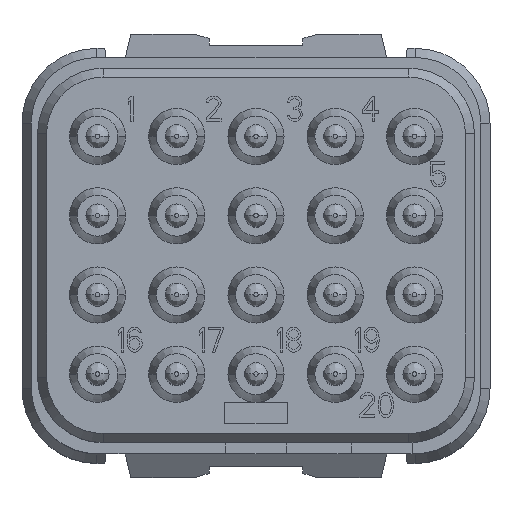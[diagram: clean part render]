
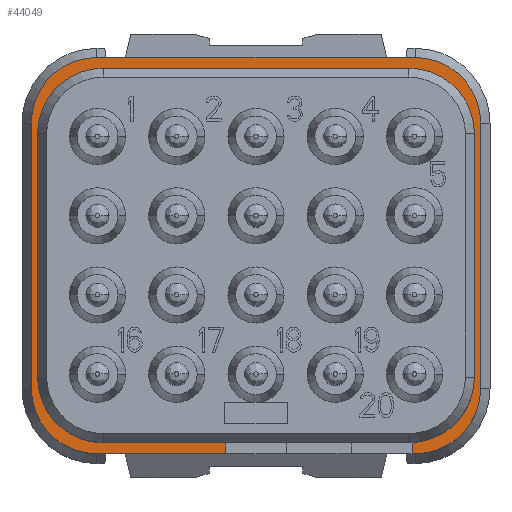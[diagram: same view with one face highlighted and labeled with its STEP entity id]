
A CAD part, top view. The second image highlights one B-rep face of the part: STEP entity #44049.
In plain terms, the highlighted planar face has unit normal (0, 0, 1).
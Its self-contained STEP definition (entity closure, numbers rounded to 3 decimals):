
#1=DIRECTION('',(0.,-1.,0.));
#2=VECTOR('',#1,0.35);
#3=CARTESIAN_POINT('',(-0.975,-6.,1.34));
#4=LINE('',#3,#2);
#5=DIRECTION('',(-1.,0.,0.));
#6=VECTOR('',#5,4.125);
#7=CARTESIAN_POINT('',(-0.975,-6.35,1.34));
#8=LINE('',#7,#6);
#9=DIRECTION('',(0.,1.,0.));
#10=VECTOR('',#9,8.5);
#11=CARTESIAN_POINT('',(-7.2,-4.25,1.34));
#12=LINE('',#11,#10);
#13=DIRECTION('',(1.,0.,0.));
#14=VECTOR('',#13,10.2);
#15=CARTESIAN_POINT('',(-5.1,6.35,1.34));
#16=LINE('',#15,#14);
#17=DIRECTION('',(0.,-1.,0.));
#18=VECTOR('',#17,8.5);
#19=CARTESIAN_POINT('',(7.2,4.25,1.34));
#20=LINE('',#19,#18);
#21=DIRECTION('',(-1.,0.,0.));
#22=VECTOR('',#21,0.1);
#23=CARTESIAN_POINT('',(5.1,-6.35,1.34));
#24=LINE('',#23,#22);
#25=DIRECTION('',(0.,1.,0.));
#26=VECTOR('',#25,0.352);
#27=CARTESIAN_POINT('',(5.,-6.35,1.34));
#28=LINE('',#27,#26);
#29=CARTESIAN_POINT('',(4.9,-3.9,1.34));
#30=DIRECTION('',(0.,0.,1.));
#31=DIRECTION('',(0.048,-0.999,0.));
#32=AXIS2_PLACEMENT_3D('',#29,#30,#31);
#34=DIRECTION('',(0.,1.,0.));
#35=VECTOR('',#34,7.8);
#36=CARTESIAN_POINT('',(7.,-3.9,1.34));
#37=LINE('',#36,#35);
#38=CARTESIAN_POINT('',(4.9,3.9,1.34));
#39=DIRECTION('',(0.,0.,1.));
#40=DIRECTION('',(1.,0.,0.));
#41=AXIS2_PLACEMENT_3D('',#38,#39,#40);
#43=DIRECTION('',(-1.,0.,0.));
#44=VECTOR('',#43,9.8);
#45=CARTESIAN_POINT('',(4.9,6.,1.34));
#46=LINE('',#45,#44);
#47=CARTESIAN_POINT('',(-4.9,3.9,1.34));
#48=DIRECTION('',(0.,0.,1.));
#49=DIRECTION('',(0.,1.,0.));
#50=AXIS2_PLACEMENT_3D('',#47,#48,#49);
#52=DIRECTION('',(0.,-1.,0.));
#53=VECTOR('',#52,7.8);
#54=CARTESIAN_POINT('',(-7.,3.9,1.34));
#55=LINE('',#54,#53);
#56=CARTESIAN_POINT('',(-4.9,-3.9,1.34));
#57=DIRECTION('',(0.,0.,1.));
#58=DIRECTION('',(-1.,0.,0.));
#59=AXIS2_PLACEMENT_3D('',#56,#57,#58);
#61=DIRECTION('',(1.,0.,0.));
#62=VECTOR('',#61,3.925);
#63=CARTESIAN_POINT('',(-4.9,-6.,1.34));
#64=LINE('',#63,#62);
#258=CARTESIAN_POINT('',(5.1,-4.25,1.34));
#259=DIRECTION('',(0.,0.,-1.));
#260=DIRECTION('',(1.,0.,0.));
#261=AXIS2_PLACEMENT_3D('',#258,#259,#260);
#295=CARTESIAN_POINT('',(-5.1,4.25,1.34));
#296=DIRECTION('',(0.,0.,-1.));
#297=DIRECTION('',(-1.,0.,0.));
#298=AXIS2_PLACEMENT_3D('',#295,#296,#297);
#312=CARTESIAN_POINT('',(5.1,4.25,1.34));
#313=DIRECTION('',(0.,0.,-1.));
#314=DIRECTION('',(0.,1.,0.));
#315=AXIS2_PLACEMENT_3D('',#312,#313,#314);
#329=CARTESIAN_POINT('',(-5.1,-4.25,1.34));
#330=DIRECTION('',(0.,0.,-1.));
#331=DIRECTION('',(0.,-1.,0.));
#332=AXIS2_PLACEMENT_3D('',#329,#330,#331);
#35854=CARTESIAN_POINT('',(5.1,6.35,1.34));
#35855=CARTESIAN_POINT('',(7.2,4.25,1.34));
#35856=VERTEX_POINT('',#35854);
#35857=VERTEX_POINT('',#35855);
#35858=CARTESIAN_POINT('',(-7.2,4.25,1.34));
#35859=CARTESIAN_POINT('',(-5.1,6.35,1.34));
#35860=VERTEX_POINT('',#35858);
#35861=VERTEX_POINT('',#35859);
#35862=CARTESIAN_POINT('',(-5.1,-6.35,1.34));
#35863=CARTESIAN_POINT('',(-7.2,-4.25,1.34));
#35864=VERTEX_POINT('',#35862);
#35865=VERTEX_POINT('',#35863);
#35866=CARTESIAN_POINT('',(7.2,-4.25,1.34));
#35867=CARTESIAN_POINT('',(5.1,-6.35,1.34));
#35868=VERTEX_POINT('',#35866);
#35869=VERTEX_POINT('',#35867);
#36010=CARTESIAN_POINT('',(-7.,3.9,1.34));
#36011=CARTESIAN_POINT('',(-7.,-3.9,1.34));
#36012=VERTEX_POINT('',#36010);
#36013=VERTEX_POINT('',#36011);
#36014=CARTESIAN_POINT('',(-4.9,-6.,1.34));
#36015=VERTEX_POINT('',#36014);
#36016=CARTESIAN_POINT('',(7.,-3.9,1.34));
#36017=CARTESIAN_POINT('',(7.,3.9,1.34));
#36018=VERTEX_POINT('',#36016);
#36019=VERTEX_POINT('',#36017);
#36020=CARTESIAN_POINT('',(4.9,6.,1.34));
#36021=VERTEX_POINT('',#36020);
#36022=CARTESIAN_POINT('',(-4.9,6.,1.34));
#36023=VERTEX_POINT('',#36022);
#36404=CARTESIAN_POINT('',(5.,-6.35,1.34));
#36405=VERTEX_POINT('',#36404);
#36414=CARTESIAN_POINT('',(5.,-5.998,1.34));
#36415=VERTEX_POINT('',#36414);
#36430=CARTESIAN_POINT('',(-0.975,-6.,1.34));
#36431=CARTESIAN_POINT('',(-0.975,-6.35,1.34));
#36432=VERTEX_POINT('',#36430);
#36433=VERTEX_POINT('',#36431);
#44004=CARTESIAN_POINT('',(0.,0.,1.34));
#44005=DIRECTION('',(0.,0.,1.));
#44006=DIRECTION('',(1.,0.,0.));
#44007=AXIS2_PLACEMENT_3D('',#44004,#44005,#44006);
#44008=PLANE('',#44007);
#44010=ORIENTED_EDGE('',*,*,#44009,.T.);
#44012=ORIENTED_EDGE('',*,*,#44011,.T.);
#44014=ORIENTED_EDGE('',*,*,#44013,.T.);
#44016=ORIENTED_EDGE('',*,*,#44015,.T.);
#44018=ORIENTED_EDGE('',*,*,#44017,.T.);
#44020=ORIENTED_EDGE('',*,*,#44019,.T.);
#44022=ORIENTED_EDGE('',*,*,#44021,.T.);
#44024=ORIENTED_EDGE('',*,*,#44023,.T.);
#44026=ORIENTED_EDGE('',*,*,#44025,.T.);
#44028=ORIENTED_EDGE('',*,*,#44027,.T.);
#44030=ORIENTED_EDGE('',*,*,#44029,.T.);
#44032=ORIENTED_EDGE('',*,*,#44031,.T.);
#44034=ORIENTED_EDGE('',*,*,#44033,.T.);
#44036=ORIENTED_EDGE('',*,*,#44035,.T.);
#44038=ORIENTED_EDGE('',*,*,#44037,.T.);
#44040=ORIENTED_EDGE('',*,*,#44039,.T.);
#44042=ORIENTED_EDGE('',*,*,#44041,.T.);
#44044=ORIENTED_EDGE('',*,*,#44043,.T.);
#44046=ORIENTED_EDGE('',*,*,#44045,.T.);
#44047=EDGE_LOOP('',(#44010,#44012,#44014,#44016,#44018,#44020,#44022,#44024,
#44026,#44028,#44030,#44032,#44034,#44036,#44038,#44040,#44042,#44044,#44046));
#44048=FACE_OUTER_BOUND('',#44047,.F.);
#44049=ADVANCED_FACE('',(#44048),#44008,.T.);
#33=CIRCLE('',#32,2.1);
#42=CIRCLE('',#41,2.1);
#51=CIRCLE('',#50,2.1);
#60=CIRCLE('',#59,2.1);
#262=CIRCLE('',#261,2.1);
#299=CIRCLE('',#298,2.1);
#316=CIRCLE('',#315,2.1);
#333=CIRCLE('',#332,2.1);
#44009=EDGE_CURVE('',#36432,#36433,#4,.T.);
#44011=EDGE_CURVE('',#36433,#35864,#8,.T.);
#44013=EDGE_CURVE('',#35864,#35865,#333,.T.);
#44015=EDGE_CURVE('',#35865,#35860,#12,.T.);
#44017=EDGE_CURVE('',#35860,#35861,#299,.T.);
#44019=EDGE_CURVE('',#35861,#35856,#16,.T.);
#44021=EDGE_CURVE('',#35856,#35857,#316,.T.);
#44023=EDGE_CURVE('',#35857,#35868,#20,.T.);
#44025=EDGE_CURVE('',#35868,#35869,#262,.T.);
#44027=EDGE_CURVE('',#35869,#36405,#24,.T.);
#44029=EDGE_CURVE('',#36405,#36415,#28,.T.);
#44031=EDGE_CURVE('',#36415,#36018,#33,.T.);
#44033=EDGE_CURVE('',#36018,#36019,#37,.T.);
#44035=EDGE_CURVE('',#36019,#36021,#42,.T.);
#44037=EDGE_CURVE('',#36021,#36023,#46,.T.);
#44039=EDGE_CURVE('',#36023,#36012,#51,.T.);
#44041=EDGE_CURVE('',#36012,#36013,#55,.T.);
#44043=EDGE_CURVE('',#36013,#36015,#60,.T.);
#44045=EDGE_CURVE('',#36015,#36432,#64,.T.);
